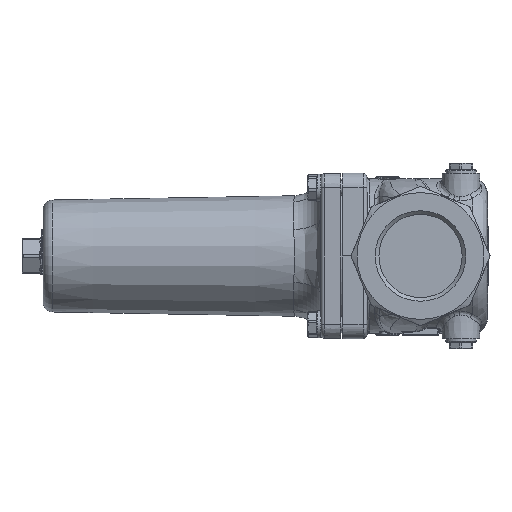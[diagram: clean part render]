
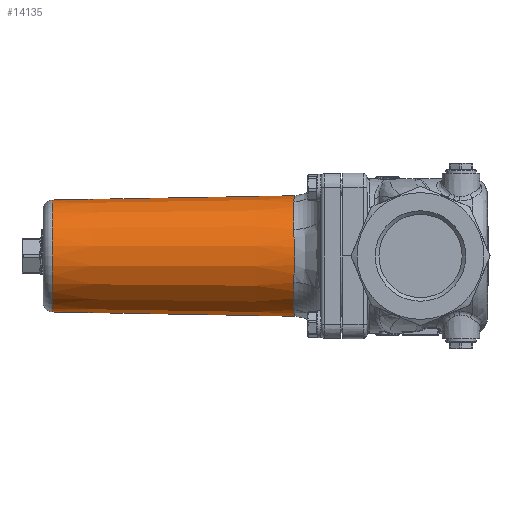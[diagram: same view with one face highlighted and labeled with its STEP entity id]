
A CAD part, left-side view. The second image highlights one B-rep face of the part: STEP entity #14135.
In plain terms, the highlighted conical face has half-angle 1 degrees and reference radius 33 mm.
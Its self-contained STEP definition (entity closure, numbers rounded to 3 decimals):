
#55=CONICAL_SURFACE('',#15369,33.,0.017);
#995=LINE('',#26606,#1506);
#1506=VECTOR('',#17734,33.);
#2252=FACE_OUTER_BOUND('',#3190,.T.);
#3190=EDGE_LOOP('',(#10679,#10680,#10681,#10682,#10683,#10684,#10685,#10686,
#10687,#10688,#10689,#10690,#10691));
#4055=CIRCLE('',#15366,30.45);
#4057=CIRCLE('',#15368,30.45);
#4058=CIRCLE('',#15370,32.743);
#4059=CIRCLE('',#15371,32.743);
#4060=CIRCLE('',#15372,32.743);
#4061=CIRCLE('',#15373,32.743);
#4705=B_SPLINE_CURVE_WITH_KNOTS('',3,(#26608,#26609,#26610,#26611,#26612,
#26613),.UNSPECIFIED.,.F.,.F.,(4,1,1,4),(-3.142,-2.244,
-0.449,0.),.UNSPECIFIED.);
#4706=B_SPLINE_CURVE_WITH_KNOTS('',3,(#26617,#26618,#26619,#26620,#26621,
#26622,#26623),.UNSPECIFIED.,.F.,.F.,(4,1,1,1,4),(-3.142,-2.244,
-0.449,1.346,3.142),.UNSPECIFIED.);
#4707=B_SPLINE_CURVE_WITH_KNOTS('',3,(#26627,#26628,#26629,#26630,#26631,
#26632,#26633),.UNSPECIFIED.,.F.,.F.,(4,1,1,1,4),(-3.142,-2.244,
-0.449,1.346,3.142),.UNSPECIFIED.);
#4708=B_SPLINE_CURVE_WITH_KNOTS('',3,(#26637,#26638,#26639,#26640,#26641,
#26642,#26643),.UNSPECIFIED.,.F.,.F.,(4,1,1,1,4),(-3.142,-2.244,
-0.449,1.346,3.142),.UNSPECIFIED.);
#4709=B_SPLINE_CURVE_WITH_KNOTS('',3,(#26646,#26647,#26648,#26649,#26650),
 .UNSPECIFIED.,.F.,.F.,(4,1,4),(0.,1.346,3.142),
 .UNSPECIFIED.);
#5954=VERTEX_POINT('',#26599);
#5955=VERTEX_POINT('',#26600);
#5956=VERTEX_POINT('',#26605);
#5957=VERTEX_POINT('',#26607);
#5958=VERTEX_POINT('',#26614);
#5959=VERTEX_POINT('',#26616);
#5960=VERTEX_POINT('',#26624);
#5961=VERTEX_POINT('',#26626);
#5962=VERTEX_POINT('',#26634);
#5963=VERTEX_POINT('',#26636);
#5964=VERTEX_POINT('',#26644);
#7661=EDGE_CURVE('',#5954,#5955,#4055,.T.);
#7663=EDGE_CURVE('',#5955,#5954,#4057,.T.);
#7664=EDGE_CURVE('',#5954,#5956,#995,.T.);
#7665=EDGE_CURVE('',#5957,#5956,#4705,.T.);
#7666=EDGE_CURVE('',#5958,#5957,#4058,.T.);
#7667=EDGE_CURVE('',#5959,#5958,#4706,.T.);
#7668=EDGE_CURVE('',#5960,#5959,#4059,.T.);
#7669=EDGE_CURVE('',#5961,#5960,#4707,.T.);
#7670=EDGE_CURVE('',#5962,#5961,#4060,.T.);
#7671=EDGE_CURVE('',#5963,#5962,#4708,.T.);
#7672=EDGE_CURVE('',#5964,#5963,#4061,.T.);
#7673=EDGE_CURVE('',#5956,#5964,#4709,.T.);
#10679=ORIENTED_EDGE('',*,*,#7661,.F.);
#10680=ORIENTED_EDGE('',*,*,#7664,.T.);
#10681=ORIENTED_EDGE('',*,*,#7665,.F.);
#10682=ORIENTED_EDGE('',*,*,#7666,.F.);
#10683=ORIENTED_EDGE('',*,*,#7667,.F.);
#10684=ORIENTED_EDGE('',*,*,#7668,.F.);
#10685=ORIENTED_EDGE('',*,*,#7669,.F.);
#10686=ORIENTED_EDGE('',*,*,#7670,.F.);
#10687=ORIENTED_EDGE('',*,*,#7671,.F.);
#10688=ORIENTED_EDGE('',*,*,#7672,.F.);
#10689=ORIENTED_EDGE('',*,*,#7673,.F.);
#10690=ORIENTED_EDGE('',*,*,#7664,.F.);
#10691=ORIENTED_EDGE('',*,*,#7663,.F.);
#14135=ADVANCED_FACE('',(#2252),#55,.T.);
#15366=AXIS2_PLACEMENT_3D('',#26601,#17726,#17727);
#15368=AXIS2_PLACEMENT_3D('',#26603,#17730,#17731);
#15369=AXIS2_PLACEMENT_3D('',#26604,#17732,#17733);
#15370=AXIS2_PLACEMENT_3D('',#26615,#17735,#17736);
#15371=AXIS2_PLACEMENT_3D('',#26625,#17737,#17738);
#15372=AXIS2_PLACEMENT_3D('',#26635,#17739,#17740);
#15373=AXIS2_PLACEMENT_3D('',#26645,#17741,#17742);
#17726=DIRECTION('center_axis',(0.,1.,0.));
#17727=DIRECTION('ref_axis',(0.,0.,
1.));
#17730=DIRECTION('center_axis',(0.,1.,0.));
#17731=DIRECTION('ref_axis',(0.,0.,
1.));
#17732=DIRECTION('center_axis',(0.,-1.,0.));
#17733=DIRECTION('ref_axis',(0.,0.,1.));
#17734=DIRECTION('',(0.,-1.,-0.017));
#17735=DIRECTION('center_axis',(0.,-1.,0.));
#17736=DIRECTION('ref_axis',(0.,0.,
1.));
#17737=DIRECTION('center_axis',(0.,-1.,0.));
#17738=DIRECTION('ref_axis',(0.,0.,
1.));
#17739=DIRECTION('center_axis',(0.,-1.,0.));
#17740=DIRECTION('ref_axis',(0.,0.,
1.));
#17741=DIRECTION('center_axis',(0.,-1.,0.));
#17742=DIRECTION('ref_axis',(0.,0.,
1.));
#26599=CARTESIAN_POINT('',(0.,200.353,-30.45));
#26600=CARTESIAN_POINT('',(30.45,200.353,0.));
#26601=CARTESIAN_POINT('Origin',(0.,200.353,
0.));
#26603=CARTESIAN_POINT('Origin',(0.,200.353,
0.));
#26604=CARTESIAN_POINT('Origin',(0.,54.266,
0.));
#26605=CARTESIAN_POINT('',(0.,68.275,-32.755));
#26606=CARTESIAN_POINT('',(0.,54.266,-33.));
#26607=CARTESIAN_POINT('',(-14.471,69.004,-29.372));
#26608=CARTESIAN_POINT('Ctrl Pts',(-14.471,69.004,-29.372));
#26609=CARTESIAN_POINT('Ctrl Pts',(-13.189,69.004,-30.003));
#26610=CARTESIAN_POINT('Ctrl Pts',(-9.225,68.777,-31.648));
#26611=CARTESIAN_POINT('Ctrl Pts',(-4.286,68.315,-32.639));
#26612=CARTESIAN_POINT('Ctrl Pts',(-0.715,68.273,
-32.755));
#26613=CARTESIAN_POINT('Ctrl Pts',(0.,68.275,
-32.755));
#26614=CARTESIAN_POINT('',(-29.372,69.004,-14.471));
#26615=CARTESIAN_POINT('Origin',(0.,69.004,
0.));
#26616=CARTESIAN_POINT('',(-29.372,69.004,14.471));
#26617=CARTESIAN_POINT('Ctrl Pts',(-29.372,69.004,14.471));
#26618=CARTESIAN_POINT('Ctrl Pts',(-30.003,69.004,13.189));
#26619=CARTESIAN_POINT('Ctrl Pts',(-31.648,68.777,9.225));
#26620=CARTESIAN_POINT('Ctrl Pts',(-33.063,68.117,2.169));
#26621=CARTESIAN_POINT('Ctrl Pts',(-32.492,68.432,-6.464));
#26622=CARTESIAN_POINT('Ctrl Pts',(-30.634,69.004,-11.907));
#26623=CARTESIAN_POINT('Ctrl Pts',(-29.372,69.004,-14.471));
#26624=CARTESIAN_POINT('',(-14.471,69.004,29.372));
#26625=CARTESIAN_POINT('Origin',(0.,69.004,
0.));
#26626=CARTESIAN_POINT('',(14.471,69.004,29.372));
#26627=CARTESIAN_POINT('Ctrl Pts',(14.471,69.004,29.372));
#26628=CARTESIAN_POINT('Ctrl Pts',(13.189,69.004,30.003));
#26629=CARTESIAN_POINT('Ctrl Pts',(9.225,68.777,31.648));
#26630=CARTESIAN_POINT('Ctrl Pts',(2.169,68.117,33.063));
#26631=CARTESIAN_POINT('Ctrl Pts',(-6.464,68.432,32.492));
#26632=CARTESIAN_POINT('Ctrl Pts',(-11.907,69.004,30.634));
#26633=CARTESIAN_POINT('Ctrl Pts',(-14.471,69.004,29.372));
#26634=CARTESIAN_POINT('',(29.372,69.004,14.471));
#26635=CARTESIAN_POINT('Origin',(0.,69.004,
0.));
#26636=CARTESIAN_POINT('',(29.372,69.004,-14.471));
#26637=CARTESIAN_POINT('Ctrl Pts',(29.372,69.004,-14.471));
#26638=CARTESIAN_POINT('Ctrl Pts',(30.003,69.004,-13.189));
#26639=CARTESIAN_POINT('Ctrl Pts',(31.648,68.777,-9.225));
#26640=CARTESIAN_POINT('Ctrl Pts',(33.063,68.117,-2.169));
#26641=CARTESIAN_POINT('Ctrl Pts',(32.492,68.432,6.464));
#26642=CARTESIAN_POINT('Ctrl Pts',(30.634,69.004,11.907));
#26643=CARTESIAN_POINT('Ctrl Pts',(29.372,69.004,14.471));
#26644=CARTESIAN_POINT('',(14.471,69.004,-29.372));
#26645=CARTESIAN_POINT('Origin',(0.,69.004,
0.));
#26646=CARTESIAN_POINT('Ctrl Pts',(0.,68.275,
-32.755));
#26647=CARTESIAN_POINT('Ctrl Pts',(2.143,68.28,-32.755));
#26648=CARTESIAN_POINT('Ctrl Pts',(7.144,68.504,-32.26));
#26649=CARTESIAN_POINT('Ctrl Pts',(11.907,69.004,-30.634));
#26650=CARTESIAN_POINT('Ctrl Pts',(14.471,69.004,-29.372));
